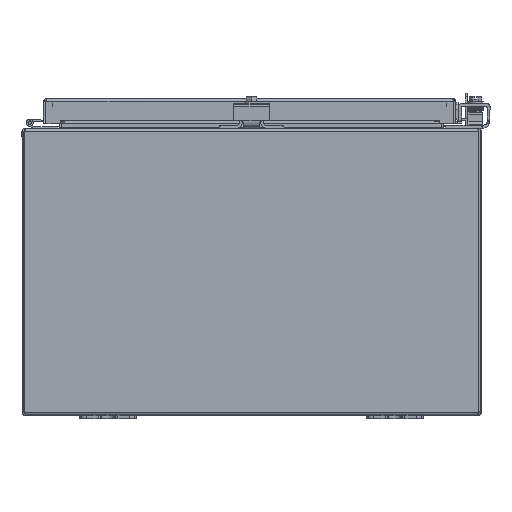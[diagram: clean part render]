
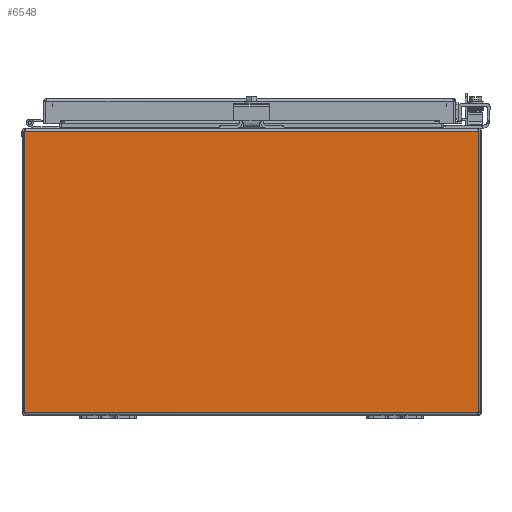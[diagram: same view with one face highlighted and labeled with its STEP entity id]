
A CAD part, front view. The second image highlights one B-rep face of the part: STEP entity #6548.
In plain terms, the highlighted planar face has unit normal (0, -1, 0).
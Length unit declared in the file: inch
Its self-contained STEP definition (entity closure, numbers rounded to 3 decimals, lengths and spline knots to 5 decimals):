
#3496 = DIRECTION ( 'NONE',  ( 0., 1., 0. ) ) ;
#3556 = LINE ( 'NONE', #31766, #4171 ) ;
#4171 = VECTOR ( 'NONE', #31601, 39.37008 ) ;
#4414 = LINE ( 'NONE', #11646, #27630 ) ;
#4426 = VERTEX_POINT ( 'NONE', #14881 ) ;
#4908 = CARTESIAN_POINT ( 'NONE',  ( -7.963, -10., 0.12745 ) ) ;
#5271 = EDGE_CURVE ( 'NONE', #31817, #9679, #10097, .T. ) ;
#5448 = CARTESIAN_POINT ( 'NONE',  ( 7.963, -10., 0.12745 ) ) ;
#5495 = AXIS2_PLACEMENT_3D ( 'NONE', #28308, #3496, #28593 ) ;
#5633 = EDGE_CURVE ( 'NONE', #31817, #23395, #3556, .T. ) ;
#5883 = EDGE_CURVE ( 'NONE', #9679, #4426, #11079, .T. ) ;
#5929 = EDGE_CURVE ( 'NONE', #4426, #17404, #20936, .T. ) ;
#6147 = VECTOR ( 'NONE', #25670, 39.37008 ) ;
#6548 = ADVANCED_FACE ( 'NONE', ( #34079 ), #24933, .F. ) ;
#8218 = AXIS2_PLACEMENT_3D ( 'NONE', #19435, #19387, #19236 ) ;
#9001 = CARTESIAN_POINT ( 'NONE',  ( 7.91495, -10., 9.89475 ) ) ;
#9052 = DIRECTION ( 'NONE',  ( -1., 0., 0. ) ) ;
#9679 = VERTEX_POINT ( 'NONE', #16074 ) ;
#9922 = EDGE_LOOP ( 'NONE', ( #19746, #19836, #20160, #20980, #21062, #21336, #21457, #21864 ) ) ;
#10097 = CIRCLE ( 'NONE', #11010, 0.07 ) ;
#10450 = LINE ( 'NONE', #34322, #25557 ) ;
#11010 = AXIS2_PLACEMENT_3D ( 'NONE', #35163, #35211, #35243 ) ;
#11079 = LINE ( 'NONE', #22725, #11199 ) ;
#11199 = VECTOR ( 'NONE', #24691, 39.37008 ) ;
#11504 = DIRECTION ( 'NONE',  ( -1., 0., 0. ) ) ;
#11646 = CARTESIAN_POINT ( 'NONE',  ( -7.91495, -10., 9.89475 ) ) ;
#12103 = VERTEX_POINT ( 'NONE', #38610 ) ;
#14881 = CARTESIAN_POINT ( 'NONE',  ( 7.88277, -10., 0.10525 ) ) ;
#16074 = CARTESIAN_POINT ( 'NONE',  ( -7.88277, -10., 0.10525 ) ) ;
#17126 = VERTEX_POINT ( 'NONE', #18344 ) ;
#17404 = VERTEX_POINT ( 'NONE', #5448 ) ;
#17461 = VECTOR ( 'NONE', #9052, 39.37008 ) ;
#18344 = CARTESIAN_POINT ( 'NONE',  ( 7.91495, -10., 9.89475 ) ) ;
#19236 = DIRECTION ( 'NONE',  ( 1., 0., 0. ) ) ;
#19387 = DIRECTION ( 'NONE',  ( 0., 1., 0. ) ) ;
#19435 = CARTESIAN_POINT ( 'NONE',  ( 7.93789, -10., 0.06211 ) ) ;
#19746 = ORIENTED_EDGE ( 'NONE', *, *, #38474, .T. ) ;
#19836 = ORIENTED_EDGE ( 'NONE', *, *, #35395, .T. ) ;
#20006 = CARTESIAN_POINT ( 'NONE',  ( -7.91495, -10., 9.89475 ) ) ;
#20160 = ORIENTED_EDGE ( 'NONE', *, *, #37054, .T. ) ;
#20936 = CIRCLE ( 'NONE', #8218, 0.07 ) ;
#20980 = ORIENTED_EDGE ( 'NONE', *, *, #5633, .F. ) ;
#21062 = ORIENTED_EDGE ( 'NONE', *, *, #5271, .T. ) ;
#21336 = ORIENTED_EDGE ( 'NONE', *, *, #5883, .T. ) ;
#21457 = ORIENTED_EDGE ( 'NONE', *, *, #5929, .T. ) ;
#21864 = ORIENTED_EDGE ( 'NONE', *, *, #38665, .F. ) ;
#22258 = VERTEX_POINT ( 'NONE', #20006 ) ;
#22300 = LINE ( 'NONE', #30407, #6147 ) ;
#22725 = CARTESIAN_POINT ( 'NONE',  ( -7.88277, -10., 0.10525 ) ) ;
#23395 = VERTEX_POINT ( 'NONE', #26486 ) ;
#24691 = DIRECTION ( 'NONE',  ( 1., 0., 0. ) ) ;
#24933 = PLANE ( 'NONE',  #5495 ) ;
#25557 = VECTOR ( 'NONE', #34112, 39.37008 ) ;
#25670 = DIRECTION ( 'NONE',  ( 0., 0., -1. ) ) ;
#26486 = CARTESIAN_POINT ( 'NONE',  ( -7.963, -10., 9.89475 ) ) ;
#27630 = VECTOR ( 'NONE', #11504, 39.37008 ) ;
#28308 = CARTESIAN_POINT ( 'NONE',  ( 0., -10., 5.00948 ) ) ;
#28593 = DIRECTION ( 'NONE',  ( 1., 0., 0. ) ) ;
#30407 = CARTESIAN_POINT ( 'NONE',  ( 7.963, -10., 9.89475 ) ) ;
#31601 = DIRECTION ( 'NONE',  ( 0., 0., 1. ) ) ;
#31766 = CARTESIAN_POINT ( 'NONE',  ( -7.963, -10., 0.12745 ) ) ;
#31817 = VERTEX_POINT ( 'NONE', #4908 ) ;
#33402 = LINE ( 'NONE', #9001, #17461 ) ;
#34079 = FACE_OUTER_BOUND ( 'NONE', #9922, .T. ) ;
#34112 = DIRECTION ( 'NONE',  ( -1., 0., 0. ) ) ;
#34322 = CARTESIAN_POINT ( 'NONE',  ( 7.963, -10., 9.89475 ) ) ;
#35163 = CARTESIAN_POINT ( 'NONE',  ( -7.93789, -10., 0.06211 ) ) ;
#35211 = DIRECTION ( 'NONE',  ( 0., 1., 0. ) ) ;
#35243 = DIRECTION ( 'NONE',  ( 1., 0., 0. ) ) ;
#35395 = EDGE_CURVE ( 'NONE', #17126, #22258, #33402, .T. ) ;
#37054 = EDGE_CURVE ( 'NONE', #22258, #23395, #4414, .T. ) ;
#38474 = EDGE_CURVE ( 'NONE', #12103, #17126, #10450, .T. ) ;
#38610 = CARTESIAN_POINT ( 'NONE',  ( 7.963, -10., 9.89475 ) ) ;
#38665 = EDGE_CURVE ( 'NONE', #12103, #17404, #22300, .T. ) ;
